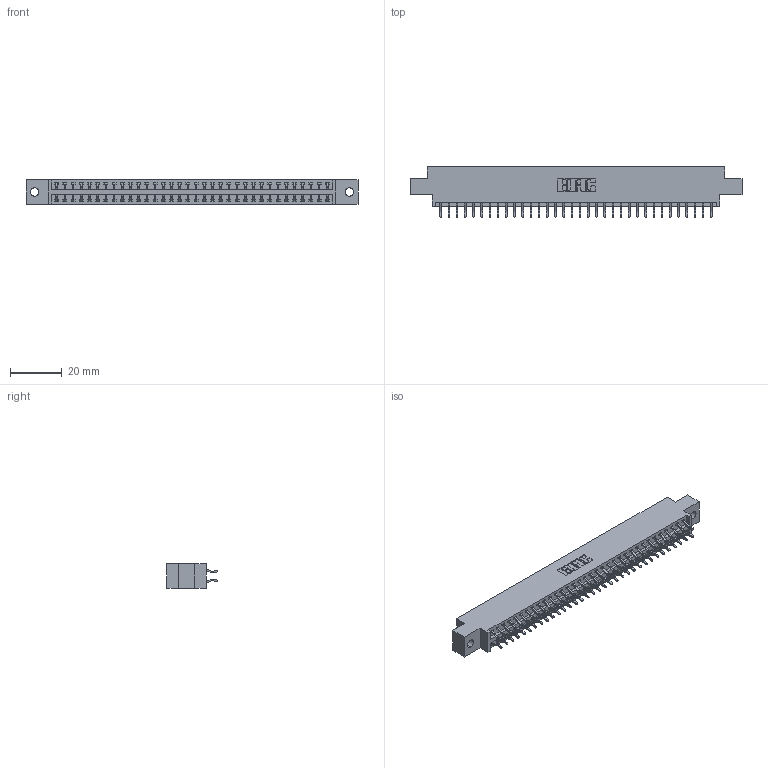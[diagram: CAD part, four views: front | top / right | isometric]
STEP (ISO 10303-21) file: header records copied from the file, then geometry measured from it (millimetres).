
FILE_DESCRIPTION (( 'STEP AP203' ), '1' );
FILE_NAME ('396-068-556-802.STEP', '2018-09-09T07:14:22', ( '' ), ( '' ), 'SwSTEP 2.0', 'SolidWorks 2016', '' );
FILE_SCHEMA (( 'CONFIG_CONTROL_DESIGN' ));
Length unit declared in the file: inch
Products named in the file (3): 345-292-001_556 Tail; 396-068-556-802; 346 Part_0.170 Offset - 0.128 Dia
Assembly tree (69 placements, depth 2):
  396-068-556-802
    346 Part_0.170 Offset - 0.128 Dia
    345-292-001_556 Tail  x68
Bounding box: 128.52 x 19.57 x 9.4 mm (x, y, z)
Volume: 12276.6 mm3; surface area: 16596.4 mm2
Topology: 69 solids, 69 shells, 4070 faces, 12105 edges, 7978 vertices
Faces by surface type: plane 2732, cylinder 1338
Entity records: 23621 total; most frequent: CARTESIAN_POINT 3920, ORIENTED_EDGE 3842, DIRECTION 3493, EDGE_CURVE 1921, LINE 1645, VECTOR 1645, VERTEX_POINT 1278, AXIS2_PLACEMENT_3D 924
